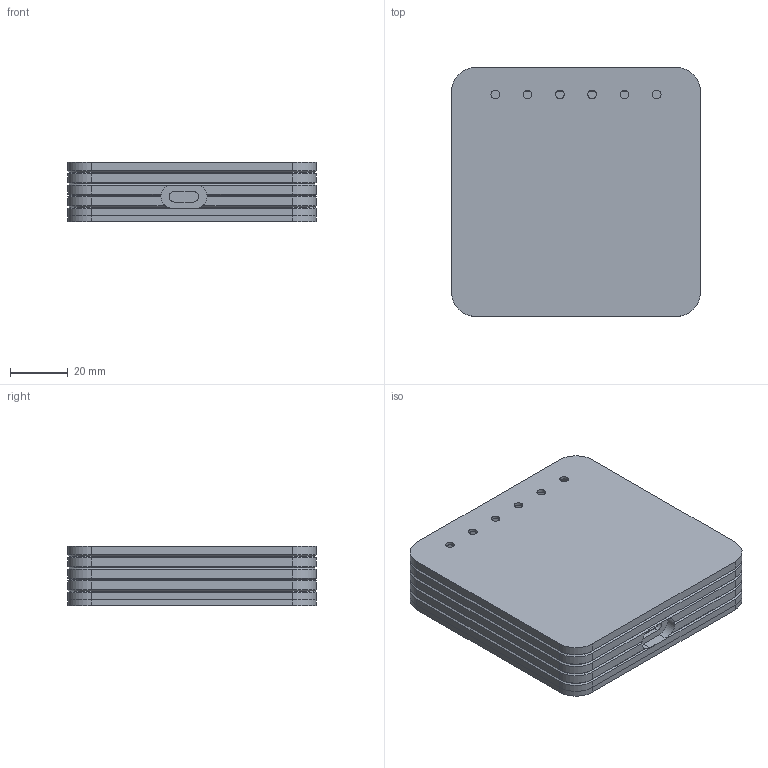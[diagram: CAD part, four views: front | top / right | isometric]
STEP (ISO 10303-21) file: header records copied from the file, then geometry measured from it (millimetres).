
FILE_DESCRIPTION(('FreeCAD Model'),'2;1');
FILE_NAME('Open CASCADE Shape Model','2025-07-20T17:38:19',('Author'),( ''),'Open CASCADE STEP processor 7.8','FreeCAD','Unknown');
FILE_SCHEMA(('AUTOMOTIVE_DESIGN { 1 0 10303 214 1 1 1 1 }'));
Length unit declared in the file: millimetre
Products named in the file (3): Meshimi; Case; Lid
Assembly tree (2 placements, depth 2):
  Meshimi
    Case
    Lid
Bounding box: 85.84 x 85.86 x 20.46 mm (x, y, z)
Volume: 51117.7 mm3; surface area: 46458.2 mm2
Topology: 2 solids, 2 shells, 302 faces, 731 edges, 452 vertices
Faces by surface type: plane 195, cylinder 67, cone 36, torus 4
Full cylindrical faces by diameter (mm): 3 x9, 4 x4, 5.5 x4
Entity records: 8953 total; most frequent: CARTESIAN_POINT 1657, DIRECTION 1525, ORIENTED_EDGE 1462, EDGE_CURVE 731, LINE 545, VECTOR 545, AXIS2_PLACEMENT_3D 490, VERTEX_POINT 452
